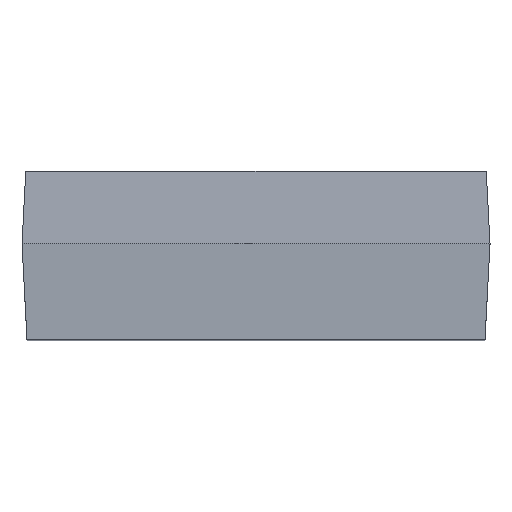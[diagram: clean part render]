
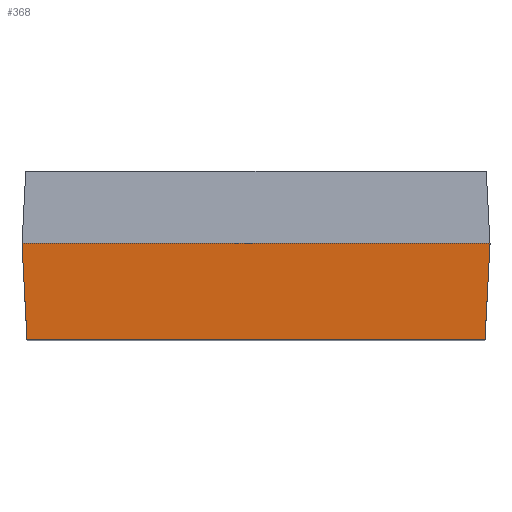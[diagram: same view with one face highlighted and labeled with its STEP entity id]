
A CAD part, top view. The second image highlights one B-rep face of the part: STEP entity #368.
In plain terms, the highlighted planar face has unit normal (0, -0.052, 0.999).
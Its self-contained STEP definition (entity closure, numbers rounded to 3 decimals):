
#368=ADVANCED_FACE('',(#965),#967,.T.);
#965=FACE_BOUND('',#966,.T.);
#966=EDGE_LOOP('',(#1416,#1417,#1418,#1419));
#967=PLANE('',#968);
#968=AXIS2_PLACEMENT_3D('',#969,#970,#971);
#969=CARTESIAN_POINT('',(-3.816,-1.31,13.556));
#970=DIRECTION('',(0.,-0.052,0.999));
#971=DIRECTION('',(1.,0.,0.));
#1416=ORIENTED_EDGE('',*,*,#1678,.T.);
#1417=ORIENTED_EDGE('',*,*,#1682,.T.);
#1418=ORIENTED_EDGE('',*,*,#1703,.F.);
#1419=ORIENTED_EDGE('',*,*,#1687,.F.);
#1678=EDGE_CURVE('',#1895,#1893,#1896,.T.);
#1682=EDGE_CURVE('',#1893,#1900,#1902,.T.);
#1687=EDGE_CURVE('',#1895,#1910,#1911,.T.);
#1703=EDGE_CURVE('',#1910,#1900,#1933,.T.);
#1893=VERTEX_POINT('',#2303);
#1895=VERTEX_POINT('',#2307);
#1896=LINE('',#2308,#2309);
#1900=VERTEX_POINT('',#2319);
#1902=LINE('',#2323,#2324);
#1910=VERTEX_POINT('',#2343);
#1911=LINE('',#2344,#2345);
#1933=LINE('',#2401,#2402);
#2303=CARTESIAN_POINT('',(3.816,-1.31,13.556));
#2307=CARTESIAN_POINT('',(-3.816,-1.31,13.556));
#2308=CARTESIAN_POINT('',(-3.816,-1.31,13.556));
#2309=VECTOR('',#2310,1.);
#2310=DIRECTION('',(1.,0.,0.));
#2319=CARTESIAN_POINT('',(3.9,0.29,13.64));
#2323=CARTESIAN_POINT('',(3.816,-1.31,13.556));
#2324=VECTOR('',#2325,1.);
#2325=DIRECTION('',(0.052,0.997,0.052));
#2343=CARTESIAN_POINT('',(-3.9,0.29,13.64));
#2344=CARTESIAN_POINT('',(-3.816,-1.31,13.556));
#2345=VECTOR('',#2346,1.);
#2346=DIRECTION('',(-0.052,0.997,0.052));
#2401=CARTESIAN_POINT('',(-3.9,0.29,13.64));
#2402=VECTOR('',#2403,1.);
#2403=DIRECTION('',(1.,0.,0.));
